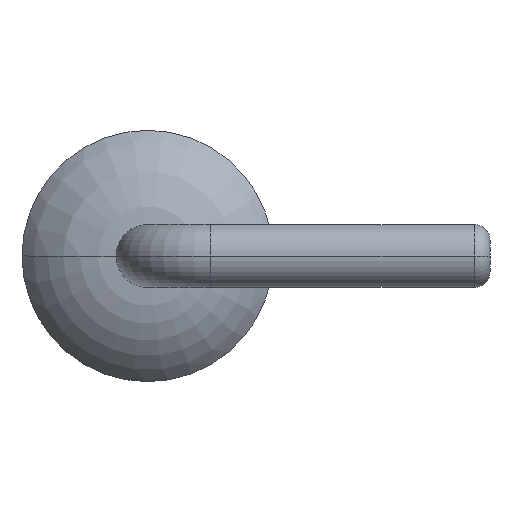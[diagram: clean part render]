
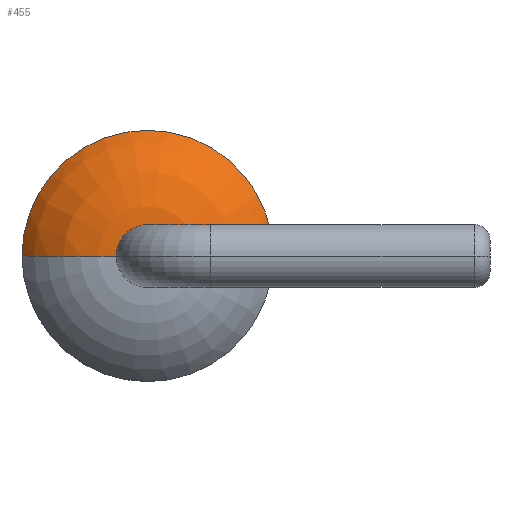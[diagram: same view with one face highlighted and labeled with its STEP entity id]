
A CAD part, left-side view. The second image highlights one B-rep face of the part: STEP entity #455.
In plain terms, the highlighted toroidal (fillet/blend) face has major radius 0.25 mm and minor radius 0.918 mm.
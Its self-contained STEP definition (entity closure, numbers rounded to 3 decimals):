
#8 = CARTESIAN_POINT ( 'NONE',  ( -1.75, 0., 0. ) ) ;
#20 = DIRECTION ( 'NONE',  ( 0., -1., 0. ) ) ;
#42 = FACE_OUTER_BOUND ( 'NONE', #767, .T. ) ;
#53 = AXIS2_PLACEMENT_3D ( 'NONE', #732, #861, #1615 ) ;
#67 = CARTESIAN_POINT ( 'NONE',  ( -1.75, 0., 0.25 ) ) ;
#126 = EDGE_CURVE ( 'NONE', #311, #1648, #869, .T. ) ;
#203 = TOROIDAL_SURFACE ( 'NONE', #1852, 0.25, 0.918 ) ;
#206 = AXIS2_PLACEMENT_3D ( 'NONE', #465, #1461, #1329 ) ;
#273 = EDGE_CURVE ( 'NONE', #1648, #1158, #1604, .T. ) ;
#311 = VERTEX_POINT ( 'NONE', #1439 ) ;
#323 = AXIS2_PLACEMENT_3D ( 'NONE', #336, #1008, #20 ) ;
#336 = CARTESIAN_POINT ( 'NONE',  ( -1.361, 0., 0. ) ) ;
#387 = AXIS2_PLACEMENT_3D ( 'NONE', #590, #1618, #976 ) ;
#411 = CIRCLE ( 'NONE', #323, 1. ) ;
#425 = EDGE_CURVE ( 'NONE', #1181, #1690, #411, .T. ) ;
#455 = ADVANCED_FACE ( 'NONE', ( #42 ), #203, .T. ) ;
#465 = CARTESIAN_POINT ( 'NONE',  ( -0.832, -0.25, 0. ) ) ;
#514 = CARTESIAN_POINT ( 'NONE',  ( -1.75, 0.25, 0. ) ) ;
#590 = CARTESIAN_POINT ( 'NONE',  ( -1.75, 0., 0. ) ) ;
#667 = EDGE_CURVE ( 'NONE', #1181, #311, #1226, .T. ) ;
#732 = CARTESIAN_POINT ( 'NONE',  ( -0.832, 0.25, 0. ) ) ;
#767 = EDGE_LOOP ( 'NONE', ( #1057, #1085, #1360, #1377, #816 ) ) ;
#816 = ORIENTED_EDGE ( 'NONE', *, *, #667, .F. ) ;
#861 = DIRECTION ( 'NONE',  ( 0., 0., 1. ) ) ;
#869 = CIRCLE ( 'NONE', #1378, 0.25 ) ;
#891 = DIRECTION ( 'NONE',  ( 0., -1., 0. ) ) ;
#976 = DIRECTION ( 'NONE',  ( 0., -1., 0. ) ) ;
#1008 = DIRECTION ( 'NONE',  ( -1., 0., 0. ) ) ;
#1057 = ORIENTED_EDGE ( 'NONE', *, *, #425, .T. ) ;
#1085 = ORIENTED_EDGE ( 'NONE', *, *, #1336, .T. ) ;
#1087 = DIRECTION ( 'NONE',  ( -1., 0., 0. ) ) ;
#1158 = VERTEX_POINT ( 'NONE', #514 ) ;
#1160 = DIRECTION ( 'NONE',  ( -1., 0., 0. ) ) ;
#1181 = VERTEX_POINT ( 'NONE', #1848 ) ;
#1226 = CIRCLE ( 'NONE', #206, 0.918 ) ;
#1254 = CARTESIAN_POINT ( 'NONE',  ( -1.361, 1., 0. ) ) ;
#1329 = DIRECTION ( 'NONE',  ( -1., 0., 0. ) ) ;
#1336 = EDGE_CURVE ( 'NONE', #1690, #1158, #1607, .T. ) ;
#1360 = ORIENTED_EDGE ( 'NONE', *, *, #273, .F. ) ;
#1377 = ORIENTED_EDGE ( 'NONE', *, *, #126, .F. ) ;
#1378 = AXIS2_PLACEMENT_3D ( 'NONE', #8, #1160, #891 ) ;
#1439 = CARTESIAN_POINT ( 'NONE',  ( -1.75, -0.25, 0. ) ) ;
#1461 = DIRECTION ( 'NONE',  ( 0., 0., -1. ) ) ;
#1604 = CIRCLE ( 'NONE', #387, 0.25 ) ;
#1607 = CIRCLE ( 'NONE', #53, 0.918 ) ;
#1615 = DIRECTION ( 'NONE',  ( 0., -1., 0. ) ) ;
#1618 = DIRECTION ( 'NONE',  ( -1., 0., 0. ) ) ;
#1648 = VERTEX_POINT ( 'NONE', #67 ) ;
#1662 = CARTESIAN_POINT ( 'NONE',  ( -0.832, 0., 0. ) ) ;
#1690 = VERTEX_POINT ( 'NONE', #1254 ) ;
#1694 = DIRECTION ( 'NONE',  ( 0., -1., 0. ) ) ;
#1848 = CARTESIAN_POINT ( 'NONE',  ( -1.361, -1., 0. ) ) ;
#1852 = AXIS2_PLACEMENT_3D ( 'NONE', #1662, #1087, #1694 ) ;
